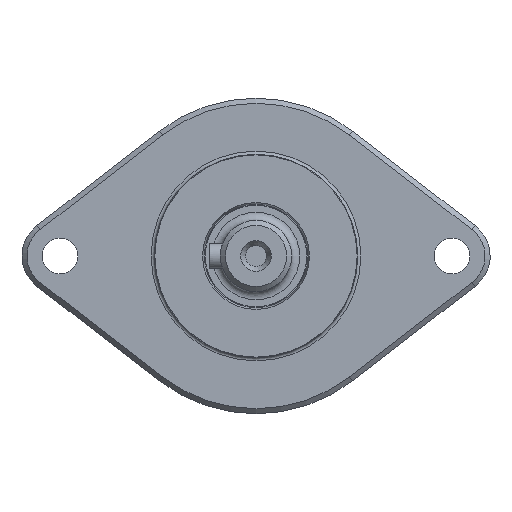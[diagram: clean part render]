
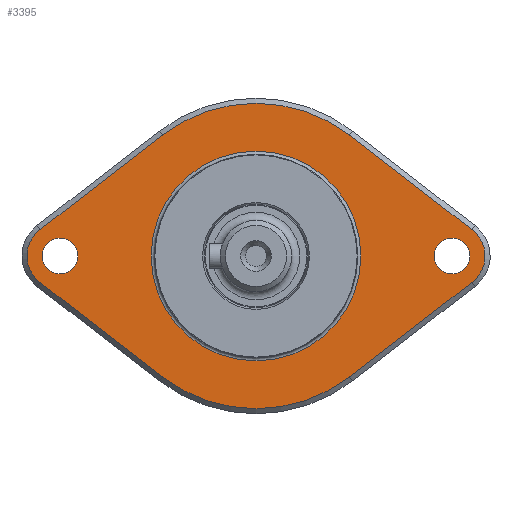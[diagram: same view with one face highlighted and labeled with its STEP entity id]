
A CAD part, left-side view. The second image highlights one B-rep face of the part: STEP entity #3395.
In plain terms, the highlighted planar face has unit normal (-1, 0, 0).
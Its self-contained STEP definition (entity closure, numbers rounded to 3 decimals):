
#48=FACE_BOUND('',#470,.T.);
#49=FACE_BOUND('',#471,.T.);
#50=FACE_BOUND('',#472,.T.);
#133=PLANE('',#3673);
#271=FACE_OUTER_BOUND('',#469,.T.);
#469=EDGE_LOOP('',(#2377,#2378,#2379,#2380,#2381,#2382,#2383,#2384));
#470=EDGE_LOOP('',(#2385,#2386));
#471=EDGE_LOOP('',(#2387));
#472=EDGE_LOOP('',(#2388));
#691=CIRCLE('',#3642,20.6);
#693=CIRCLE('',#3644,20.6);
#695=CIRCLE('',#3647,3.5);
#699=CIRCLE('',#3654,3.5);
#708=CIRCLE('',#3674,6.5);
#709=CIRCLE('',#3675,30.);
#710=CIRCLE('',#3676,6.5);
#711=CIRCLE('',#3677,30.);
#857=LINE('',#5170,#1137);
#858=LINE('',#5174,#1138);
#859=LINE('',#5178,#1139);
#860=LINE('',#5181,#1140);
#1137=VECTOR('',#4174,10.);
#1138=VECTOR('',#4177,10.);
#1139=VECTOR('',#4180,10.);
#1140=VECTOR('',#4183,10.);
#1441=VERTEX_POINT('',#5082);
#1442=VERTEX_POINT('',#5083);
#1444=VERTEX_POINT('',#5090);
#1452=VERTEX_POINT('',#5111);
#1468=VERTEX_POINT('',#5166);
#1469=VERTEX_POINT('',#5167);
#1470=VERTEX_POINT('',#5169);
#1471=VERTEX_POINT('',#5171);
#1472=VERTEX_POINT('',#5173);
#1473=VERTEX_POINT('',#5175);
#1474=VERTEX_POINT('',#5177);
#1475=VERTEX_POINT('',#5179);
#1775=EDGE_CURVE('',#1441,#1442,#691,.T.);
#1777=EDGE_CURVE('',#1442,#1441,#693,.T.);
#1780=EDGE_CURVE('',#1444,#1444,#695,.T.);
#1790=EDGE_CURVE('',#1452,#1452,#699,.T.);
#1817=EDGE_CURVE('',#1468,#1469,#708,.T.);
#1818=EDGE_CURVE('',#1470,#1468,#857,.T.);
#1819=EDGE_CURVE('',#1471,#1470,#709,.T.);
#1820=EDGE_CURVE('',#1472,#1471,#858,.T.);
#1821=EDGE_CURVE('',#1473,#1472,#710,.T.);
#1822=EDGE_CURVE('',#1474,#1473,#859,.T.);
#1823=EDGE_CURVE('',#1475,#1474,#711,.T.);
#1824=EDGE_CURVE('',#1469,#1475,#860,.T.);
#2377=ORIENTED_EDGE('',*,*,#1817,.F.);
#2378=ORIENTED_EDGE('',*,*,#1818,.F.);
#2379=ORIENTED_EDGE('',*,*,#1819,.F.);
#2380=ORIENTED_EDGE('',*,*,#1820,.F.);
#2381=ORIENTED_EDGE('',*,*,#1821,.F.);
#2382=ORIENTED_EDGE('',*,*,#1822,.F.);
#2383=ORIENTED_EDGE('',*,*,#1823,.F.);
#2384=ORIENTED_EDGE('',*,*,#1824,.F.);
#2385=ORIENTED_EDGE('',*,*,#1775,.F.);
#2386=ORIENTED_EDGE('',*,*,#1777,.F.);
#2387=ORIENTED_EDGE('',*,*,#1780,.T.);
#2388=ORIENTED_EDGE('',*,*,#1790,.T.);
#3395=ADVANCED_FACE('',(#271,#48,#49,#50),#133,.T.);
#3642=AXIS2_PLACEMENT_3D('',#5084,#4083,#4084);
#3644=AXIS2_PLACEMENT_3D('',#5086,#4087,#4088);
#3647=AXIS2_PLACEMENT_3D('',#5092,#4094,#4095);
#3654=AXIS2_PLACEMENT_3D('',#5113,#4114,#4115);
#3673=AXIS2_PLACEMENT_3D('',#5165,#4170,#4171);
#3674=AXIS2_PLACEMENT_3D('',#5168,#4172,#4173);
#3675=AXIS2_PLACEMENT_3D('',#5172,#4175,#4176);
#3676=AXIS2_PLACEMENT_3D('',#5176,#4178,#4179);
#3677=AXIS2_PLACEMENT_3D('',#5180,#4181,#4182);
#4083=DIRECTION('center_axis',(-1.,0.,0.));
#4084=DIRECTION('ref_axis',(0.,1.,0.));
#4087=DIRECTION('center_axis',(-1.,0.,0.));
#4088=DIRECTION('ref_axis',(0.,1.,0.));
#4094=DIRECTION('center_axis',(1.,0.,0.));
#4095=DIRECTION('ref_axis',(0.,0.,
1.));
#4114=DIRECTION('center_axis',(1.,0.,0.));
#4115=DIRECTION('ref_axis',(0.,0.,
1.));
#4170=DIRECTION('center_axis',(-1.,0.,0.));
#4171=DIRECTION('ref_axis',(0.,0.,
1.));
#4172=DIRECTION('center_axis',(1.,0.,0.));
#4173=DIRECTION('ref_axis',(0.,0.61,-0.792));
#4174=DIRECTION('',(0.,0.792,0.61));
#4175=DIRECTION('center_axis',(1.,0.,0.));
#4176=DIRECTION('ref_axis',(0.,-0.61,-0.792));
#4177=DIRECTION('',(0.,0.792,-0.61));
#4178=DIRECTION('center_axis',(1.,0.,0.));
#4179=DIRECTION('ref_axis',(0.,-0.61,0.792));
#4180=DIRECTION('',(0.,-0.792,-0.61));
#4181=DIRECTION('center_axis',(1.,0.,0.));
#4182=DIRECTION('ref_axis',(0.,0.61,0.792));
#4183=DIRECTION('',(0.,-0.792,0.61));
#5082=CARTESIAN_POINT('',(-98.2,20.6,0.));
#5083=CARTESIAN_POINT('',(-98.2,0.,-20.6));
#5084=CARTESIAN_POINT('Origin',(-98.2,0.,0.));
#5086=CARTESIAN_POINT('Origin',(-98.2,0.,0.));
#5090=CARTESIAN_POINT('',(-98.2,38.5,-3.5));
#5092=CARTESIAN_POINT('Origin',(-98.2,38.5,0.));
#5111=CARTESIAN_POINT('',(-98.2,-38.5,-3.5));
#5113=CARTESIAN_POINT('Origin',(-98.2,-38.5,0.));
#5165=CARTESIAN_POINT('Origin',(-98.2,33.3,0.));
#5166=CARTESIAN_POINT('',(-98.2,42.468,-5.149));
#5167=CARTESIAN_POINT('',(-98.2,42.468,5.149));
#5168=CARTESIAN_POINT('Origin',(-98.2,38.5,0.));
#5169=CARTESIAN_POINT('',(-98.2,18.312,-23.763));
#5170=CARTESIAN_POINT('',(-98.2,40.836,-6.406));
#5171=CARTESIAN_POINT('',(-98.2,-18.312,-23.763));
#5172=CARTESIAN_POINT('Origin',(-98.2,0.,0.));
#5173=CARTESIAN_POINT('',(-98.2,-42.468,-5.149));
#5174=CARTESIAN_POINT('',(-98.2,-7.865,-31.813));
#5175=CARTESIAN_POINT('',(-98.2,-42.468,5.149));
#5176=CARTESIAN_POINT('Origin',(-98.2,-38.5,0.));
#5177=CARTESIAN_POINT('',(-98.2,-18.312,23.763));
#5178=CARTESIAN_POINT('',(-98.2,-19.943,22.506));
#5179=CARTESIAN_POINT('',(-98.2,18.312,23.763));
#5180=CARTESIAN_POINT('Origin',(-98.2,0.,0.));
#5181=CARTESIAN_POINT('',(-98.2,28.758,15.713));
